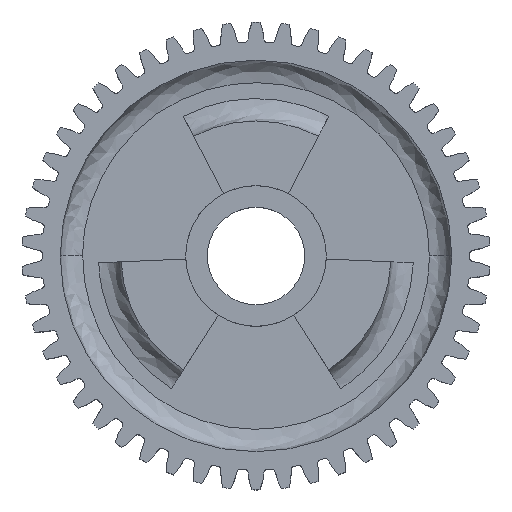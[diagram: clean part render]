
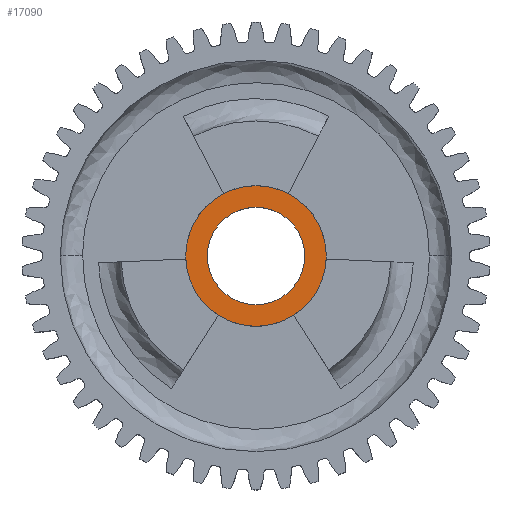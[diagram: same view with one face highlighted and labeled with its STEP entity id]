
A CAD part, top view. The second image highlights one B-rep face of the part: STEP entity #17090.
In plain terms, the highlighted planar face has unit normal (0, 0, 1).
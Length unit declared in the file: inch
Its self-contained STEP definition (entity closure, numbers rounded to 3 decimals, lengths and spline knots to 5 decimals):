
#58 = CIRCLE ( 'NONE', #19448, 0.5625 ) ;
#2384 = AXIS2_PLACEMENT_3D ( 'NONE', #8568, #3760, #17306 ) ;
#2679 = CARTESIAN_POINT ( 'NONE',  ( -0.5625, 0., -0.00187 ) ) ;
#3760 = DIRECTION ( 'NONE',  ( 0., 0., -1. ) ) ;
#4110 = CARTESIAN_POINT ( 'NONE',  ( 0., 0., -0.00187 ) ) ;
#4165 = DIRECTION ( 'NONE',  ( 0., 0., -1. ) ) ;
#4292 = EDGE_CURVE ( 'NONE', #13484, #5639, #58, .T. ) ;
#4324 = CARTESIAN_POINT ( 'NONE',  ( 0., 0., -0.00187 ) ) ;
#4943 = CIRCLE ( 'NONE', #21352, 0.27067 ) ;
#5639 = VERTEX_POINT ( 'NONE', #9163 ) ;
#5877 = EDGE_CURVE ( 'NONE', #20411, #6561, #11325, .T. ) ;
#5879 = ORIENTED_EDGE ( 'NONE', *, *, #14808, .F. ) ;
#5886 = DIRECTION ( 'NONE',  ( 0., 0., -1. ) ) ;
#6235 = ORIENTED_EDGE ( 'NONE', *, *, #10538, .T. ) ;
#6561 = VERTEX_POINT ( 'NONE', #17236 ) ;
#7731 = DIRECTION ( 'NONE',  ( 0., 0., -1. ) ) ;
#8568 = CARTESIAN_POINT ( 'NONE',  ( 0., 0., -0.00187 ) ) ;
#9163 = CARTESIAN_POINT ( 'NONE',  ( 0.5625, 0., -0.00187 ) ) ;
#10450 = CIRCLE ( 'NONE', #19374, 0.5625 ) ;
#10538 = EDGE_CURVE ( 'NONE', #6561, #20411, #4943, .T. ) ;
#10614 = DIRECTION ( 'NONE',  ( -1., 0., 0. ) ) ;
#10989 = EDGE_LOOP ( 'NONE', ( #5879, #15621 ) ) ;
#11325 = CIRCLE ( 'NONE', #2384, 0.27067 ) ;
#12258 = PLANE ( 'NONE',  #17993 ) ;
#12698 = DIRECTION ( 'NONE',  ( -1., 0., 0. ) ) ;
#13145 = DIRECTION ( 'NONE',  ( -1., 0., 0. ) ) ;
#13484 = VERTEX_POINT ( 'NONE', #2679 ) ;
#14084 = EDGE_LOOP ( 'NONE', ( #6235, #15698 ) ) ;
#14170 = CARTESIAN_POINT ( 'NONE',  ( 0., 0., -0.00187 ) ) ;
#14808 = EDGE_CURVE ( 'NONE', #5639, #13484, #10450, .T. ) ;
#15621 = ORIENTED_EDGE ( 'NONE', *, *, #4292, .F. ) ;
#15698 = ORIENTED_EDGE ( 'NONE', *, *, #5877, .T. ) ;
#16022 = DIRECTION ( 'NONE',  ( -1., 0., 0. ) ) ;
#17010 = FACE_BOUND ( 'NONE', #14084, .T. ) ;
#17090 = ADVANCED_FACE ( 'NONE', ( #17565, #17010 ), #12258, .F. ) ;
#17236 = CARTESIAN_POINT ( 'NONE',  ( 0.27067, 0., -0.00187 ) ) ;
#17306 = DIRECTION ( 'NONE',  ( -1., 0., 0. ) ) ;
#17565 = FACE_OUTER_BOUND ( 'NONE', #10989, .T. ) ;
#17669 = DIRECTION ( 'NONE',  ( 0., 0., -1. ) ) ;
#17993 = AXIS2_PLACEMENT_3D ( 'NONE', #19301, #5886, #10614 ) ;
#19301 = CARTESIAN_POINT ( 'NONE',  ( 0., 0., -0.00187 ) ) ;
#19374 = AXIS2_PLACEMENT_3D ( 'NONE', #14170, #4165, #16022 ) ;
#19448 = AXIS2_PLACEMENT_3D ( 'NONE', #4110, #17669, #12698 ) ;
#20011 = CARTESIAN_POINT ( 'NONE',  ( -0.27067, 0., -0.00187 ) ) ;
#20411 = VERTEX_POINT ( 'NONE', #20011 ) ;
#21352 = AXIS2_PLACEMENT_3D ( 'NONE', #4324, #7731, #13145 ) ;
